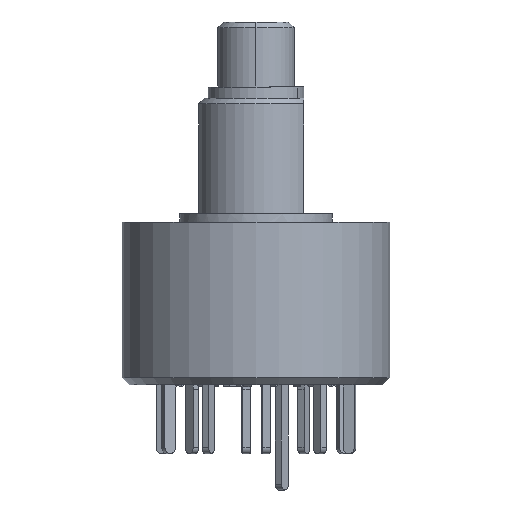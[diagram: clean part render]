
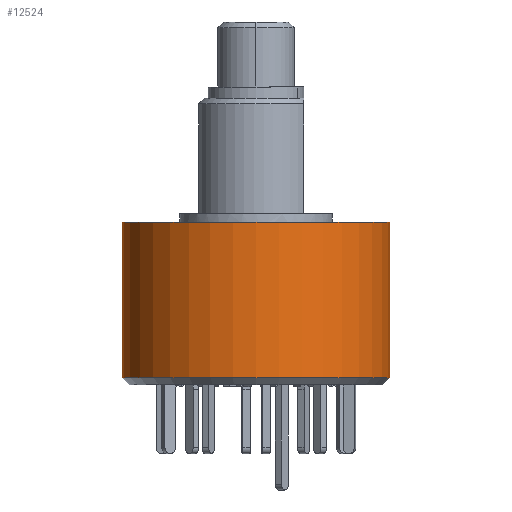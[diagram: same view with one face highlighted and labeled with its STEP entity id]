
A CAD part, left-side view. The second image highlights one B-rep face of the part: STEP entity #12524.
In plain terms, the highlighted cylindrical face has radius 7 mm (diameter 14 mm), a partial arc.
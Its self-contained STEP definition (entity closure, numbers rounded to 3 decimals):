
#269 = ORIENTED_EDGE ( 'NONE', *, *, #5344, .F. ) ;
#722 = CARTESIAN_POINT ( 'NONE',  ( 0., 0., -0.45 ) ) ;
#1102 = EDGE_CURVE ( 'NONE', #5829, #6779, #1399, .T. ) ;
#1197 = ORIENTED_EDGE ( 'NONE', *, *, #8717, .T. ) ;
#1318 = ORIENTED_EDGE ( 'NONE', *, *, #15266, .F. ) ;
#1399 = LINE ( 'NONE', #11502, #6192 ) ;
#1577 = DIRECTION ( 'NONE',  ( 0., 0., -1. ) ) ;
#2045 = AXIS2_PLACEMENT_3D ( 'NONE', #5854, #2420, #4870 ) ;
#2420 = DIRECTION ( 'NONE',  ( 0., 0., 1. ) ) ;
#2736 = EDGE_LOOP ( 'NONE', ( #1318, #269, #8501, #1197 ) ) ;
#3513 = DIRECTION ( 'NONE',  ( 0., 1., 0. ) ) ;
#3957 = CARTESIAN_POINT ( 'NONE',  ( 0., -7., -0.45 ) ) ;
#4682 = DIRECTION ( 'NONE',  ( 0., 0., -1. ) ) ;
#4698 = VECTOR ( 'NONE', #1577, 1000. ) ;
#4870 = DIRECTION ( 'NONE',  ( 0., -1., 0. ) ) ;
#5344 = EDGE_CURVE ( 'NONE', #5829, #8829, #6682, .T. ) ;
#5488 = DIRECTION ( 'NONE',  ( 0., 0., 1. ) ) ;
#5829 = VERTEX_POINT ( 'NONE', #12785 ) ;
#5854 = CARTESIAN_POINT ( 'NONE',  ( 0., 0., -8.574 ) ) ;
#6192 = VECTOR ( 'NONE', #9208, 1000. ) ;
#6682 = CIRCLE ( 'NONE', #12315, 7. ) ;
#6779 = VERTEX_POINT ( 'NONE', #13626 ) ;
#6903 = DIRECTION ( 'NONE',  ( 0., -1., 0. ) ) ;
#7846 = LINE ( 'NONE', #3957, #4698 ) ;
#8501 = ORIENTED_EDGE ( 'NONE', *, *, #1102, .T. ) ;
#8717 = EDGE_CURVE ( 'NONE', #6779, #12420, #14872, .T. ) ;
#8807 = CYLINDRICAL_SURFACE ( 'NONE', #15173, 7. ) ;
#8829 = VERTEX_POINT ( 'NONE', #9675 ) ;
#9208 = DIRECTION ( 'NONE',  ( 0., 0., -1. ) ) ;
#9675 = CARTESIAN_POINT ( 'NONE',  ( 0., -7., -0.45 ) ) ;
#9910 = FACE_OUTER_BOUND ( 'NONE', #2736, .T. ) ;
#10424 = CARTESIAN_POINT ( 'NONE',  ( 0., -7., -8.574 ) ) ;
#11502 = CARTESIAN_POINT ( 'NONE',  ( 0., 7., -0.45 ) ) ;
#12315 = AXIS2_PLACEMENT_3D ( 'NONE', #722, #5488, #6903 ) ;
#12420 = VERTEX_POINT ( 'NONE', #10424 ) ;
#12524 = ADVANCED_FACE ( 'NONE', ( #9910 ), #8807, .T. ) ;
#12785 = CARTESIAN_POINT ( 'NONE',  ( 0., 7., -0.45 ) ) ;
#13626 = CARTESIAN_POINT ( 'NONE',  ( 0., 7., -8.574 ) ) ;
#14872 = CIRCLE ( 'NONE', #2045, 7. ) ;
#15173 = AXIS2_PLACEMENT_3D ( 'NONE', #15309, #4682, #3513 ) ;
#15266 = EDGE_CURVE ( 'NONE', #8829, #12420, #7846, .T. ) ;
#15309 = CARTESIAN_POINT ( 'NONE',  ( 0., 0., -0.45 ) ) ;
